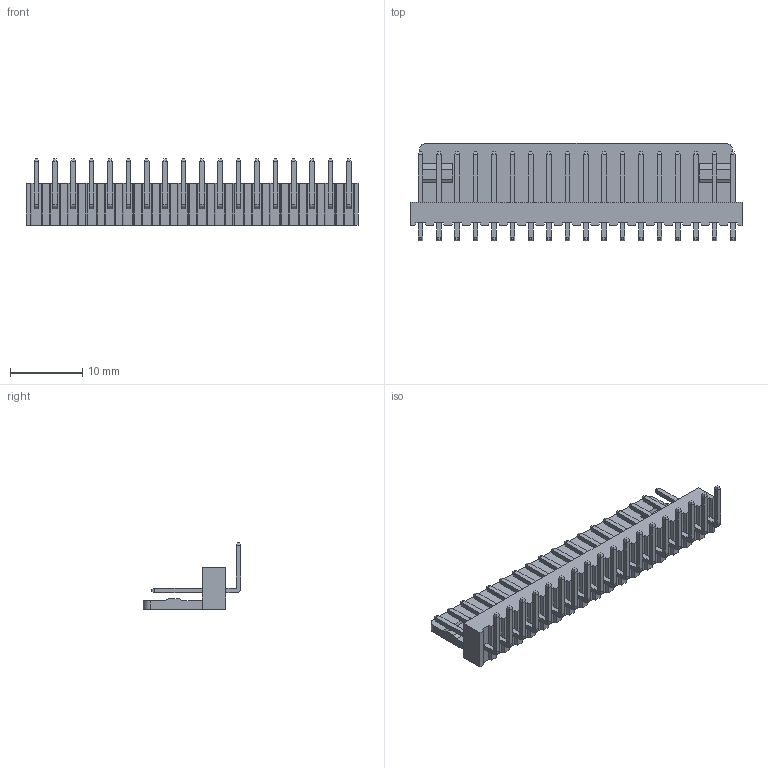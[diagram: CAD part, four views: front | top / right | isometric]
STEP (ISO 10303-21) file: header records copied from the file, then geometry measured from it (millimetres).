
FILE_DESCRIPTION (( 'STEP AP214' ), '1' );
FILE_NAME ('11634, SWR25X-NRTC-S18-RA-BA.STEP', '2012-09-20T02:32:58', ( '' ), ( '' ), 'SwSTEP 2.0', 'SolidWorks 2012', '' );
FILE_SCHEMA (( 'AUTOMOTIVE_DESIGN' ));
Length unit declared in the file: millimetre
Products named in the file (1): 11634, SWR25X-NRTC-S18-RA-BA
Bounding box: 45.9 x 13.52 x 9.2 mm (x, y, z)
Volume: 1325.1 mm3; surface area: 2333.3 mm2
Topology: 1 solids, 1 shells, 470 faces, 1152 edges, 720 vertices
Faces by surface type: plane 450, cylinder 20
Entity records: 13418 total; most frequent: CARTESIAN_POINT 2343, ORIENTED_EDGE 2304, DIRECTION 2134, EDGE_CURVE 1152, LINE 1112, VECTOR 1112, VERTEX_POINT 720, AXIS2_PLACEMENT_3D 511
